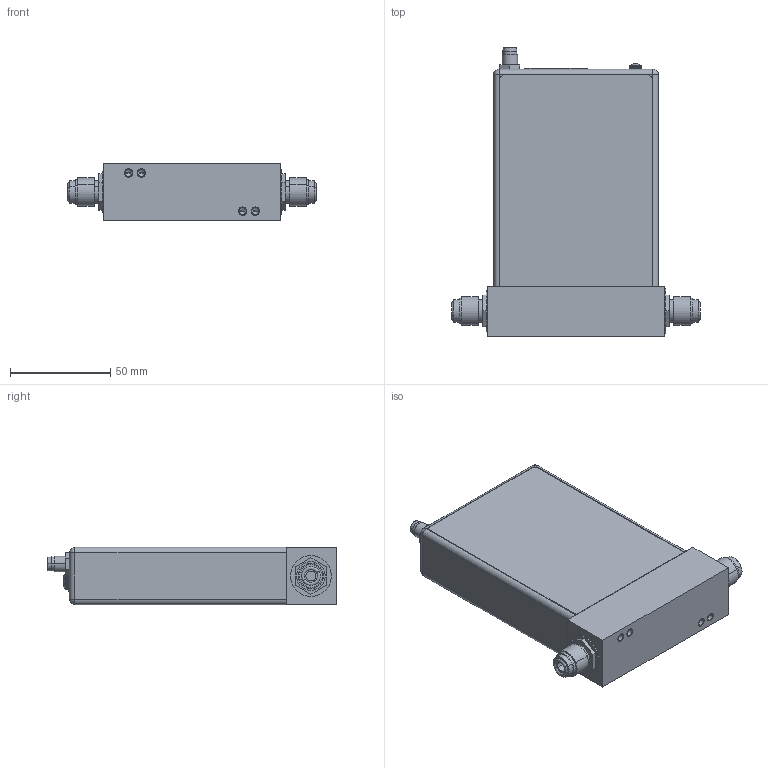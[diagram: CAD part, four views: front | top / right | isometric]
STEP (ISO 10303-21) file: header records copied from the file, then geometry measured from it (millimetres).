
FILE_DESCRIPTION((''),'2;1');
FILE_NAME('ETHERCAT_ASM','2014-10-16T',('cockrofm'),(''),'PRO/ENGINEER BY PARAMETRIC TECHNOLOGY CORPORATION, 2011490','PRO/ENGINEER BY PARAMETRIC TECHNOLOGY CORPORATION, 2011490','');
FILE_SCHEMA(('CONFIG_CONTROL_DESIGN'));
Length unit declared in the file: inch
Products named in the file (13): 1054884_FLOWBODY; 133140_4VCR_FITTING; 1057720_ENCLOSURE; 1053479_RJ45_DOUBLE_CONN; 1007235_CONN_RJ45; 1053737-004_ASM; 1011702-002_4-40_PAN-HD-SEMS; 1200905080; 1200905080_NUT; 1054563_LABEL_FRT; 1054564_LABEL_REAR_DNET; 1057722_LABEL_TOP_ETHERCAT; ETHERCAT_ASM
Assembly tree (14 placements, depth 3):
  ETHERCAT_ASM
    1054884_FLOWBODY
    133140_4VCR_FITTING  x2
    1057720_ENCLOSURE
    1053737-004_ASM
      1053479_RJ45_DOUBLE_CONN
      1007235_CONN_RJ45
    1011702-002_4-40_PAN-HD-SEMS  x2
    1200905080
    1200905080_NUT
    1054563_LABEL_FRT
    1054564_LABEL_REAR_DNET
    1057722_LABEL_TOP_ETHERCAT
Bounding box: 123.95 x 144.04 x 28.78 mm (x, y, z)
Volume: 96746.7 mm3; surface area: 109092.7 mm2
Topology: 13 solids, 23 shells, 582 faces, 1398 edges, 882 vertices
Faces by surface type: plane 266, cylinder 210, bspline 48, cone 26, torus 16, sphere 16
Entity records: 15333 total; most frequent: CARTESIAN_POINT 3402, DIRECTION 2514, ORIENTED_EDGE 2300, EDGE_CURVE 1168, AXIS2_PLACEMENT_3D 911, VERTEX_POINT 748, VECTOR 692, LINE 692
